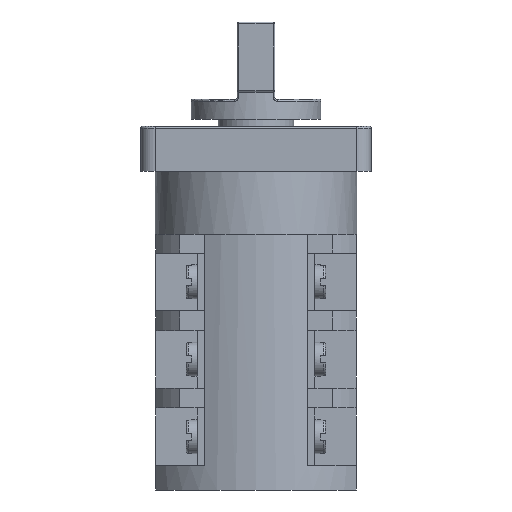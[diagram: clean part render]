
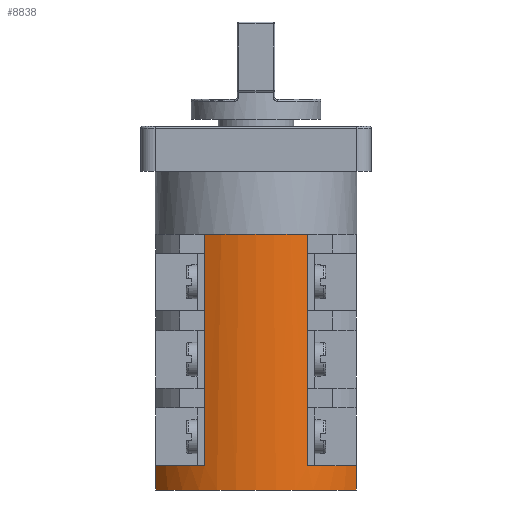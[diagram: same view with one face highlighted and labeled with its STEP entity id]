
A CAD part, front view. The second image highlights one B-rep face of the part: STEP entity #8838.
In plain terms, the highlighted cylindrical face has radius 33 mm (diameter 66 mm), a partial arc.
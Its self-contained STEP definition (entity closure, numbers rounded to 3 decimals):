
#116 = ORIENTED_EDGE ( 'NONE', *, *, #12310, .F. ) ;
#544 = EDGE_CURVE ( 'NONE', #2962, #8762, #5224, .T. ) ;
#694 = CARTESIAN_POINT ( 'NONE',  ( 27.85, -17.702, -101. ) ) ;
#733 = EDGE_LOOP ( 'NONE', ( #2622, #8723, #18271, #1118, #116, #7658, #10665, #13772 ) ) ;
#842 = CARTESIAN_POINT ( 'NONE',  ( 27.85, -17.702, -94.2 ) ) ;
#1028 = DIRECTION ( 'NONE',  ( 1., 0., 0. ) ) ;
#1118 = ORIENTED_EDGE ( 'NONE', *, *, #1306, .F. ) ;
#1253 = DIRECTION ( 'NONE',  ( 0., 0., 1. ) ) ;
#1306 = EDGE_CURVE ( 'NONE', #7380, #16058, #11151, .T. ) ;
#2078 = VECTOR ( 'NONE', #5247, 1000. ) ;
#2334 = LINE ( 'NONE', #17516, #5702 ) ;
#2622 = ORIENTED_EDGE ( 'NONE', *, *, #7917, .T. ) ;
#2624 = CIRCLE ( 'NONE', #12409, 33. ) ;
#2962 = VERTEX_POINT ( 'NONE', #694 ) ;
#3053 = EDGE_CURVE ( 'NONE', #8762, #16356, #17208, .T. ) ;
#3217 = CARTESIAN_POINT ( 'NONE',  ( 14.35, -29.717, -30. ) ) ;
#3383 = AXIS2_PLACEMENT_3D ( 'NONE', #9371, #12355, #3820 ) ;
#3538 = CARTESIAN_POINT ( 'NONE',  ( -14.35, -29.717, -101. ) ) ;
#3706 = VERTEX_POINT ( 'NONE', #11270 ) ;
#3732 = CARTESIAN_POINT ( 'NONE',  ( 27.85, -17.702, -101. ) ) ;
#3820 = DIRECTION ( 'NONE',  ( 0., 1., 0. ) ) ;
#3852 = DIRECTION ( 'NONE',  ( 0., 0., 1. ) ) ;
#3985 = CARTESIAN_POINT ( 'NONE',  ( 0., 0., -101. ) ) ;
#4145 = EDGE_CURVE ( 'NONE', #16058, #13739, #16720, .T. ) ;
#4300 = VECTOR ( 'NONE', #6303, 1000. ) ;
#4798 = AXIS2_PLACEMENT_3D ( 'NONE', #10969, #5295, #18102 ) ;
#5020 = DIRECTION ( 'NONE',  ( 0., 0., 1. ) ) ;
#5224 = LINE ( 'NONE', #3732, #2078 ) ;
#5247 = DIRECTION ( 'NONE',  ( 0., 0., 1. ) ) ;
#5295 = DIRECTION ( 'NONE',  ( 0., 0., -1. ) ) ;
#5531 = DIRECTION ( 'NONE',  ( 0., -1., 0. ) ) ;
#5702 = VECTOR ( 'NONE', #5020, 1000. ) ;
#6303 = DIRECTION ( 'NONE',  ( 0., 0., 1. ) ) ;
#6416 = CARTESIAN_POINT ( 'NONE',  ( -27.85, -17.702, -94.2 ) ) ;
#6889 = AXIS2_PLACEMENT_3D ( 'NONE', #9767, #1253, #5531 ) ;
#7380 = VERTEX_POINT ( 'NONE', #11342 ) ;
#7658 = ORIENTED_EDGE ( 'NONE', *, *, #544, .T. ) ;
#7917 = EDGE_CURVE ( 'NONE', #16729, #3706, #18209, .T. ) ;
#8044 = CARTESIAN_POINT ( 'NONE',  ( 14.35, -29.717, -94.2 ) ) ;
#8301 = CARTESIAN_POINT ( 'NONE',  ( 0., 0., -101. ) ) ;
#8341 = CARTESIAN_POINT ( 'NONE',  ( -14.35, -29.717, -94.2 ) ) ;
#8474 = VECTOR ( 'NONE', #13567, 1000. ) ;
#8723 = ORIENTED_EDGE ( 'NONE', *, *, #17965, .T. ) ;
#8762 = VERTEX_POINT ( 'NONE', #842 ) ;
#8838 = ADVANCED_FACE ( 'NONE', ( #13347 ), #9564, .T. ) ;
#9114 = CARTESIAN_POINT ( 'NONE',  ( -27.85, -17.702, -101. ) ) ;
#9335 = LINE ( 'NONE', #3538, #8474 ) ;
#9371 = CARTESIAN_POINT ( 'NONE',  ( 0., 0., -94.2 ) ) ;
#9564 = CYLINDRICAL_SURFACE ( 'NONE', #18146, 33. ) ;
#9767 = CARTESIAN_POINT ( 'NONE',  ( 0., 0., -94.2 ) ) ;
#10665 = ORIENTED_EDGE ( 'NONE', *, *, #3053, .T. ) ;
#10969 = CARTESIAN_POINT ( 'NONE',  ( 0., 0., -30. ) ) ;
#11151 = LINE ( 'NONE', #9114, #4300 ) ;
#11270 = CARTESIAN_POINT ( 'NONE',  ( -14.35, -29.717, -30. ) ) ;
#11342 = CARTESIAN_POINT ( 'NONE',  ( -27.85, -17.702, -101. ) ) ;
#12310 = EDGE_CURVE ( 'NONE', #2962, #7380, #2624, .T. ) ;
#12355 = DIRECTION ( 'NONE',  ( 0., 0., -1. ) ) ;
#12409 = AXIS2_PLACEMENT_3D ( 'NONE', #8301, #18132, #17138 ) ;
#13347 = FACE_OUTER_BOUND ( 'NONE', #733, .T. ) ;
#13567 = DIRECTION ( 'NONE',  ( 0., 0., -1. ) ) ;
#13739 = VERTEX_POINT ( 'NONE', #8341 ) ;
#13772 = ORIENTED_EDGE ( 'NONE', *, *, #13866, .T. ) ;
#13866 = EDGE_CURVE ( 'NONE', #16356, #16729, #2334, .T. ) ;
#16058 = VERTEX_POINT ( 'NONE', #6416 ) ;
#16356 = VERTEX_POINT ( 'NONE', #8044 ) ;
#16720 = CIRCLE ( 'NONE', #6889, 33. ) ;
#16729 = VERTEX_POINT ( 'NONE', #3217 ) ;
#17138 = DIRECTION ( 'NONE',  ( -1., 0., 0. ) ) ;
#17208 = CIRCLE ( 'NONE', #3383, 33. ) ;
#17516 = CARTESIAN_POINT ( 'NONE',  ( 14.35, -29.717, -101. ) ) ;
#17965 = EDGE_CURVE ( 'NONE', #3706, #13739, #9335, .T. ) ;
#18102 = DIRECTION ( 'NONE',  ( -1., 0., 0. ) ) ;
#18132 = DIRECTION ( 'NONE',  ( 0., 0., -1. ) ) ;
#18146 = AXIS2_PLACEMENT_3D ( 'NONE', #3985, #3852, #1028 ) ;
#18209 = CIRCLE ( 'NONE', #4798, 33. ) ;
#18271 = ORIENTED_EDGE ( 'NONE', *, *, #4145, .F. ) ;
